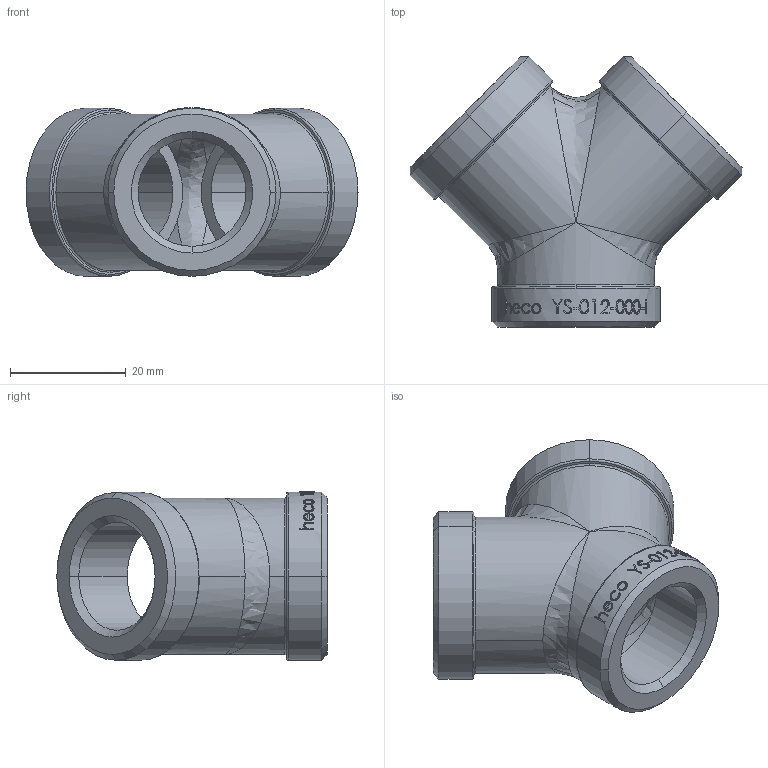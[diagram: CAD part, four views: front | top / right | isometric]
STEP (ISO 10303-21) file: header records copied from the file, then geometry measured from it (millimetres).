
FILE_DESCRIPTION (( 'STEP AP214' ), '1' );
FILE_NAME ('heco_YS-012-000-I.STEP', '2016-09-20T07:14:22', ( '' ), ( '' ), 'SwSTEP 2.0', 'SolidWorks 2016', '' );
FILE_SCHEMA (( 'AUTOMOTIVE_DESIGN' ));
Length unit declared in the file: millimetre
Products named in the file (1): heco_YS-012-000-I
Bounding box: 57.28 x 46.64 x 29.1 mm (x, y, z)
Volume: 15994.1 mm3; surface area: 10096.4 mm2
Topology: 1 solids, 1 shells, 229 faces, 586 edges, 374 vertices
Faces by surface type: bspline 110, plane 49, cylinder 46, cone 12, torus 12
Entity records: 21607 total; most frequent: CARTESIAN_POINT 15223, ORIENTED_EDGE 1148, DIRECTION 592, EDGE_CURVE 574, VERTEX_POINT 374, B_SPLINE_CURVE_WITH_KNOTS 348, EDGE_LOOP 260, AXIS2_PLACEMENT_3D 246
